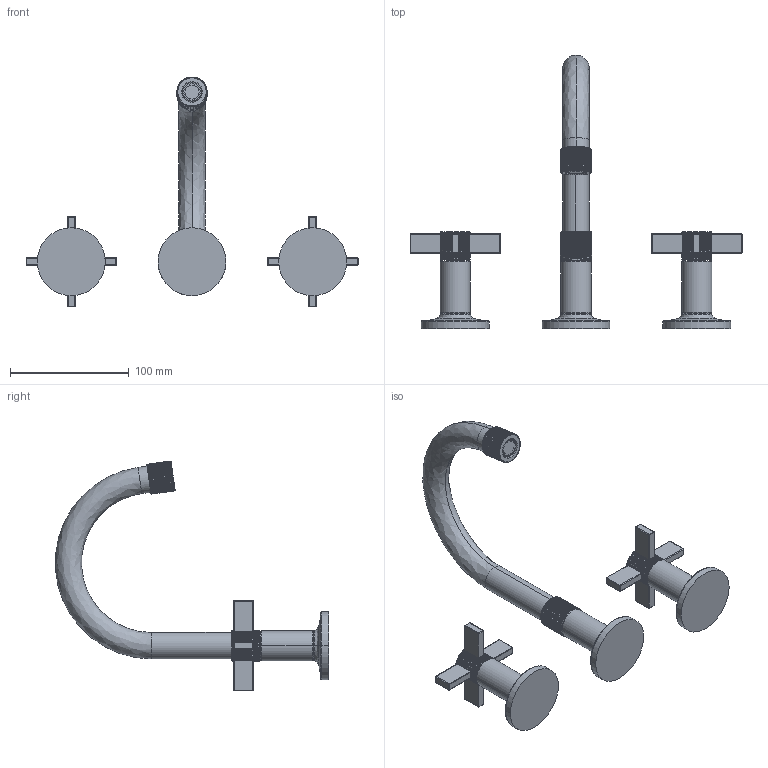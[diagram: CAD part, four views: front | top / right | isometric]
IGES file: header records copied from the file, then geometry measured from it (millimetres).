
Start section:  PTC IGES file: 3240c.igs
Global section: file name: 3240c.igs; native system: Creo Parametric by PTC Inc.; preprocessor: 2023134; author: rsmith; organization: Unknown; date: 20240314.102907; units: inch
Bounding box: 279.4 x 229.76 x 193.51 mm (x, y, z)
Surface area: 73509.7 mm2 (no closed solid volume)
Topology: 0 solids, 0 shells, 1177 faces, 6598 edges, 6598 vertices
Faces by surface type: bspline 673, revolution 504
